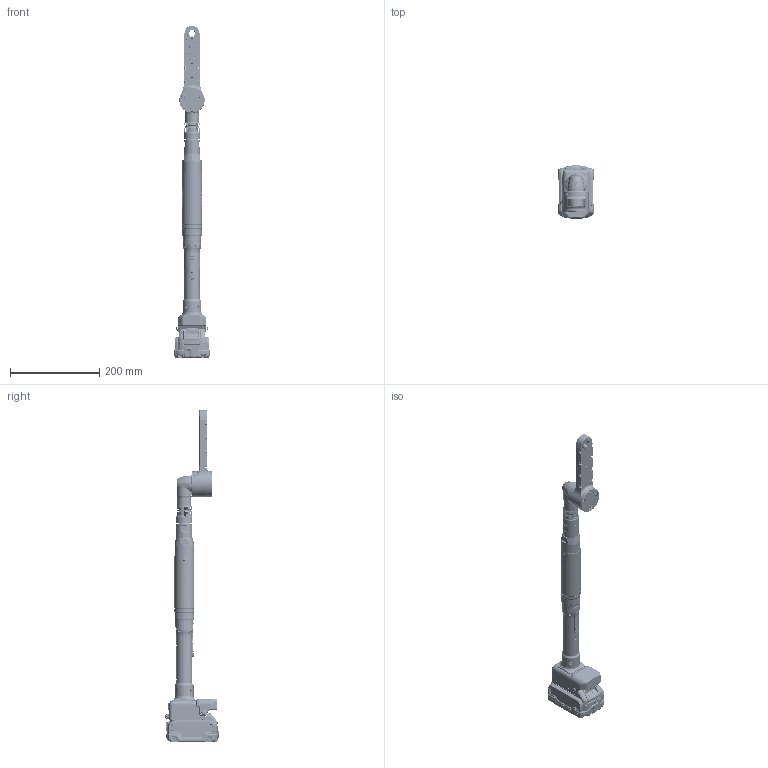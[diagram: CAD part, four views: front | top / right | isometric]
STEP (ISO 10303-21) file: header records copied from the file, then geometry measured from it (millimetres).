
FILE_DESCRIPTION((''),'2;1');
FILE_NAME('SW_SW0002','2017-12-05T',('KMO1124'),(''),'PRO/ENGINEER BY PARAMETRIC TECHNOLOGY CORPORATION, 2010430','PRO/ENGINEER BY PARAMETRIC TECHNOLOGY CORPORATION, 2010430','');
FILE_SCHEMA(('CONFIG_CONTROL_DESIGN'));
Products named in the file (1): SW_SW0002
Bounding box: 78.94 x 120.11 x 745.25 mm (x, y, z)
Surface area: 322077.7 mm2 (no closed solid volume)
Topology: 0 solids, 420 shells, 4322 faces, 17749 edges, 13424 vertices
Faces by surface type: cylinder 1254, plane 1175, bspline 980, cone 518, torus 245, extrusion 104, sphere 40, revolution 6
Entity records: 287752 total; most frequent: CARTESIAN_POINT 160870, ORIENTED_EDGE 25608, DIRECTION 20992, EDGE_CURVE 17716, VERTEX_POINT 13425, B_SPLINE_CURVE_WITH_KNOTS 7715, AXIS2_PLACEMENT_3D 7540, VECTOR 5906
